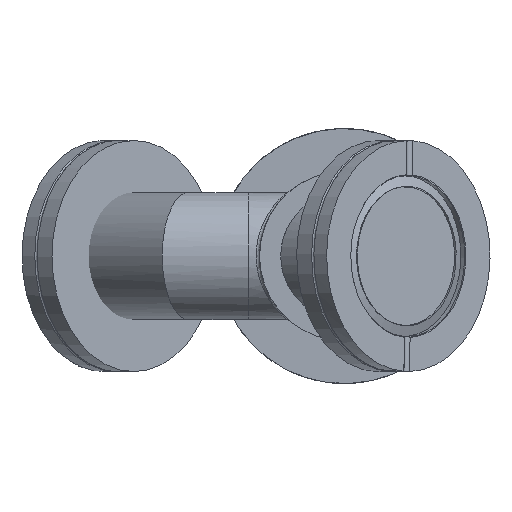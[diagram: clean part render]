
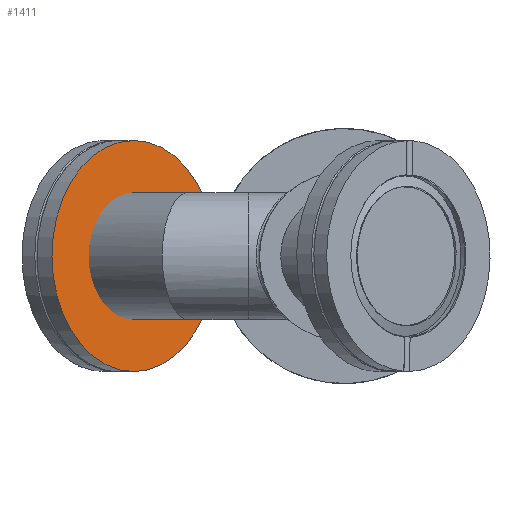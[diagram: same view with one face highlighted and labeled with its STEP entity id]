
A CAD part, left-side view. The second image highlights one B-rep face of the part: STEP entity #1411.
In plain terms, the highlighted planar face has unit normal (-0.707, -0.707, 0).
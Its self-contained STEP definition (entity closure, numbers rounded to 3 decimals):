
#305=FACE_OUTER_BOUND('',#408,.T.);
#408=EDGE_LOOP('',(#1011));
#521=CIRCLE('',#1581,34.65);
#616=VERTEX_POINT('',#2629);
#781=EDGE_CURVE('',#616,#616,#521,.T.);
#1011=ORIENTED_EDGE('',*,*,#781,.T.);
#1258=PLANE('',#1580);
#1411=ADVANCED_FACE('',(#305),#1258,.F.);
#1580=AXIS2_PLACEMENT_3D('',#2628,#1819,#1820);
#1581=AXIS2_PLACEMENT_3D('',#2630,#1821,#1822);
#1819=DIRECTION('center_axis',(0.707,0.707,0.));
#1820=DIRECTION('ref_axis',(0.239,-0.239,0.941));
#1821=DIRECTION('center_axis',(-0.707,-0.707,0.));
#1822=DIRECTION('ref_axis',(0.666,-0.666,-0.338));
#2628=CARTESIAN_POINT('Origin',(-302.704,136.559,-75.221));
#2629=CARTESIAN_POINT('',(-325.768,159.623,-63.525));
#2630=CARTESIAN_POINT('Origin',(-302.704,136.559,-75.221));
